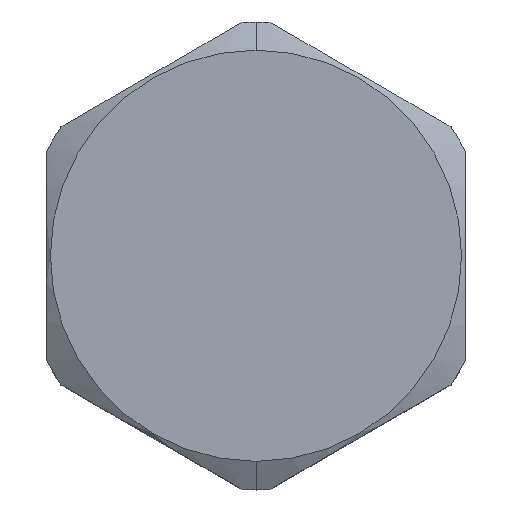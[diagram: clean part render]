
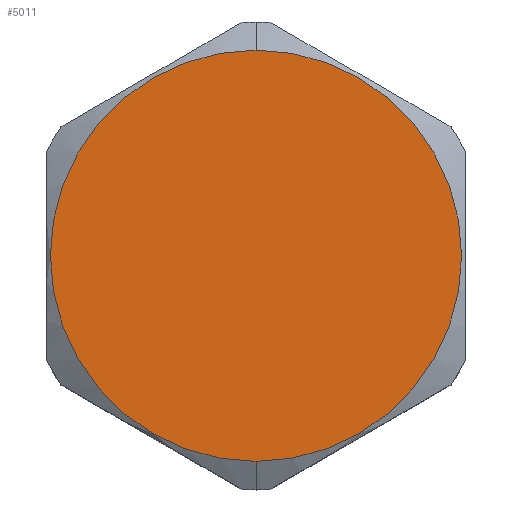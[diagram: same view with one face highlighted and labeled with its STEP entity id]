
A CAD part, top view. The second image highlights one B-rep face of the part: STEP entity #5011.
In plain terms, the highlighted planar face has unit normal (0, 0, 1).
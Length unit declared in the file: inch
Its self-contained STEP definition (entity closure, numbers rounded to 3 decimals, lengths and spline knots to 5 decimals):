
#2321=CARTESIAN_POINT('',(0.,0.,2.121));
#2322=DIRECTION('',(0.,0.,1.));
#2323=DIRECTION('',(0.,-1.,0.));
#2324=AXIS2_PLACEMENT_3D('',#2321,#2322,#2323);
#2326=CARTESIAN_POINT('',(0.,0.,2.121));
#2327=DIRECTION('',(0.,0.,1.));
#2328=DIRECTION('',(0.,1.,0.));
#2329=AXIS2_PLACEMENT_3D('',#2326,#2327,#2328);
#2531=CARTESIAN_POINT('',(0.,-0.43,2.121));
#2532=CARTESIAN_POINT('',(0.,0.43,2.121));
#2533=VERTEX_POINT('',#2531);
#2534=VERTEX_POINT('',#2532);
#5002=CARTESIAN_POINT('',(0.,0.,2.121));
#5003=DIRECTION('',(0.,0.,1.));
#5004=DIRECTION('',(0.,1.,0.));
#5005=AXIS2_PLACEMENT_3D('',#5002,#5003,#5004);
#5006=PLANE('',#5005);
#5007=ORIENTED_EDGE('',*,*,#2823,.F.);
#5008=ORIENTED_EDGE('',*,*,#2853,.F.);
#5009=EDGE_LOOP('',(#5007,#5008));
#5010=FACE_OUTER_BOUND('',#5009,.F.);
#5011=ADVANCED_FACE('',(#5010),#5006,.T.);
#2325=CIRCLE('',#2324,0.43);
#2330=CIRCLE('',#2329,0.43);
#2823=EDGE_CURVE('',#2533,#2534,#2325,.T.);
#2853=EDGE_CURVE('',#2534,#2533,#2330,.T.);
